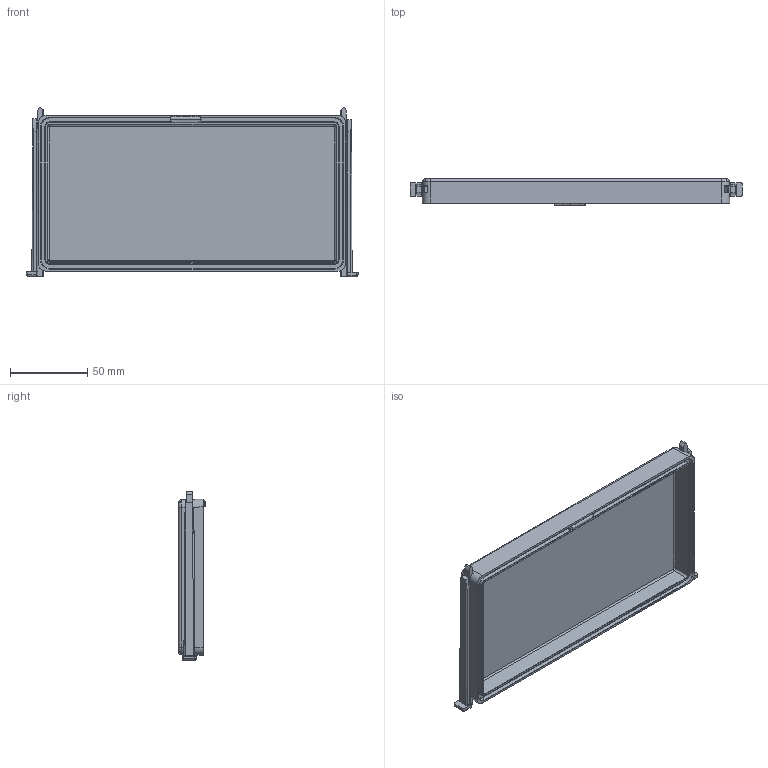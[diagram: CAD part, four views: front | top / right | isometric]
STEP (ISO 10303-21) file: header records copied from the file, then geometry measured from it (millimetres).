
FILE_DESCRIPTION (( 'STEP AP214' ), '1' );
FILE_NAME ('14000020.STEP', '2008-10-20T08:25:29', ( ' ' ), ( '' ), 'SwSTEP 2.0', 'SolidWorks 2008', '' );
FILE_SCHEMA (( 'AUTOMOTIVE_DESIGN' ));
Length unit declared in the file: millimetre
Products named in the file (4): 39011_Standard; 99999_Standard; 14000020; 39029_Standard
Assembly tree (4 placements, depth 2):
  14000020
    39029_Standard  x2
    39011_Standard
    99999_Standard
Bounding box: 215.1 x 17.57 x 110.08 mm (x, y, z)
Volume: 120671.7 mm3; surface area: 65698.2 mm2
Topology: 4 solids, 4 shells, 240 faces, 601 edges, 368 vertices
Faces by surface type: plane 112, cylinder 66, bspline 26, torus 24, cone 12
Entity records: 6200 total; most frequent: CARTESIAN_POINT 1816, ORIENTED_EDGE 950, DIRECTION 853, EDGE_CURVE 475, AXIS2_PLACEMENT_3D 307, VERTEX_POINT 292, VECTOR 239, LINE 239
